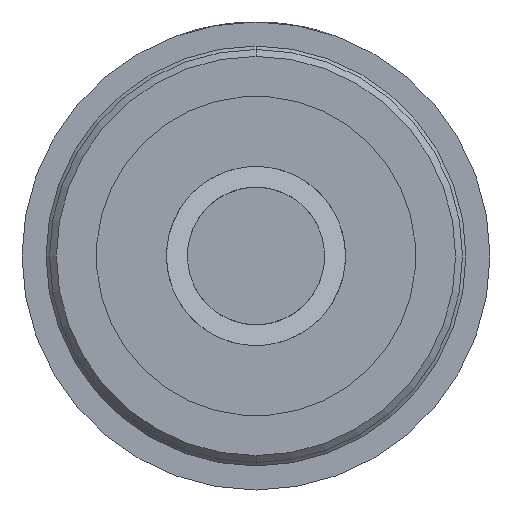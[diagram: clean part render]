
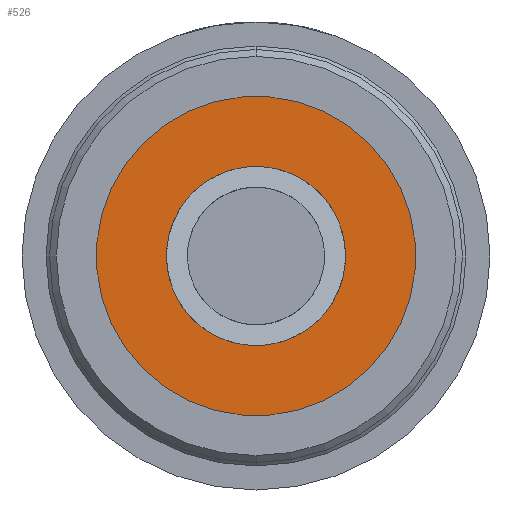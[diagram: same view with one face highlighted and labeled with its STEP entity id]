
A CAD part, front view. The second image highlights one B-rep face of the part: STEP entity #526.
In plain terms, the highlighted planar face has unit normal (0, -1, 0).
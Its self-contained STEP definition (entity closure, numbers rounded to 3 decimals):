
#7 = DIRECTION ( 'NONE',  ( -0.707, 0., 0.707 ) ) ;
#275 = PLANE ( 'NONE',  #865 ) ;
#305 = FACE_OUTER_BOUND ( 'NONE', #340, .T. ) ;
#340 = EDGE_LOOP ( 'NONE', ( #820, #2818 ) ) ;
#491 = ORIENTED_EDGE ( 'NONE', *, *, #647, .F. ) ;
#526 = ADVANCED_FACE ( 'Defeature ausgef�hrt2_12', ( #305, #3001 ), #275, .F. ) ;
#546 = VERTEX_POINT ( 'NONE', #1112 ) ;
#566 = DIRECTION ( 'NONE',  ( 0., 1., 0. ) ) ;
#647 = EDGE_CURVE ( 'Defeature ausgef�hrt2_11+Defeature ausgef�hrt2_12+Defeature ausgef�hrt2_12+Defeature ausgef�hrt2_12', #546, #2922, #1773, .T. ) ;
#807 = DIRECTION ( 'NONE',  ( -0.707, 0., 0.707 ) ) ;
#820 = ORIENTED_EDGE ( 'NONE', *, *, #1747, .F. ) ;
#839 = DIRECTION ( 'NONE',  ( -0.707, 0., 0.707 ) ) ;
#865 = AXIS2_PLACEMENT_3D ( 'NONE', #3459, #566, #839 ) ;
#960 = CARTESIAN_POINT ( 'NONE',  ( -0.82, -32., 0.82 ) ) ;
#1051 = CARTESIAN_POINT ( 'NONE',  ( 0.82, -32., -0.82 ) ) ;
#1060 = CARTESIAN_POINT ( 'NONE',  ( 0.46, -32., -0.46 ) ) ;
#1112 = CARTESIAN_POINT ( 'NONE',  ( -0.46, -32., 0.46 ) ) ;
#1154 = CIRCLE ( 'NONE', #2678, 1.16 ) ;
#1170 = CARTESIAN_POINT ( 'NONE',  ( 0., -32., 0. ) ) ;
#1192 = DIRECTION ( 'NONE',  ( 0., -1., 0. ) ) ;
#1392 = EDGE_LOOP ( 'NONE', ( #491, #2614 ) ) ;
#1728 = AXIS2_PLACEMENT_3D ( 'NONE', #1170, #3740, #3153 ) ;
#1729 = CARTESIAN_POINT ( 'NONE',  ( 0., -32., 0. ) ) ;
#1747 = EDGE_CURVE ( 'Defeature ausgef�hrt2_10+Defeature ausgef�hrt2_12+Defeature ausgef�hrt2_12+Defeature ausgef�hrt2_12', #2005, #3009, #1154, .T. ) ;
#1773 = CIRCLE ( 'NONE', #1917, 0.65 ) ;
#1917 = AXIS2_PLACEMENT_3D ( 'NONE', #1729, #1192, #7 ) ;
#1974 = DIRECTION ( 'NONE',  ( 0., 1., 0. ) ) ;
#2005 = VERTEX_POINT ( 'NONE', #960 ) ;
#2532 = DIRECTION ( 'NONE',  ( 0., 1., 0. ) ) ;
#2614 = ORIENTED_EDGE ( 'NONE', *, *, #2666, .F. ) ;
#2666 = EDGE_CURVE ( 'Defeature ausgef�hrt2_11+Defeature ausgef�hrt2_12+Defeature ausgef�hrt2_12+Defeature ausgef�hrt2_12', #2922, #546, #3656, .T. ) ;
#2678 = AXIS2_PLACEMENT_3D ( 'NONE', #3117, #2532, #807 ) ;
#2818 = ORIENTED_EDGE ( 'NONE', *, *, #3449, .F. ) ;
#2880 = AXIS2_PLACEMENT_3D ( 'NONE', #3173, #1974, #3743 ) ;
#2922 = VERTEX_POINT ( 'NONE', #1060 ) ;
#3001 = FACE_BOUND ( 'NONE', #1392, .T. ) ;
#3009 = VERTEX_POINT ( 'NONE', #1051 ) ;
#3117 = CARTESIAN_POINT ( 'NONE',  ( 0., -32., 0. ) ) ;
#3151 = CIRCLE ( 'NONE', #2880, 1.16 ) ;
#3153 = DIRECTION ( 'NONE',  ( -0.707, 0., 0.707 ) ) ;
#3173 = CARTESIAN_POINT ( 'NONE',  ( 0., -32., 0. ) ) ;
#3449 = EDGE_CURVE ( 'Defeature ausgef�hrt2_10+Defeature ausgef�hrt2_12+Defeature ausgef�hrt2_12+Defeature ausgef�hrt2_12', #3009, #2005, #3151, .T. ) ;
#3459 = CARTESIAN_POINT ( 'NONE',  ( 0.82, -32., 0.82 ) ) ;
#3656 = CIRCLE ( 'NONE', #1728, 0.65 ) ;
#3740 = DIRECTION ( 'NONE',  ( 0., -1., 0. ) ) ;
#3743 = DIRECTION ( 'NONE',  ( -0.707, 0., 0.707 ) ) ;
